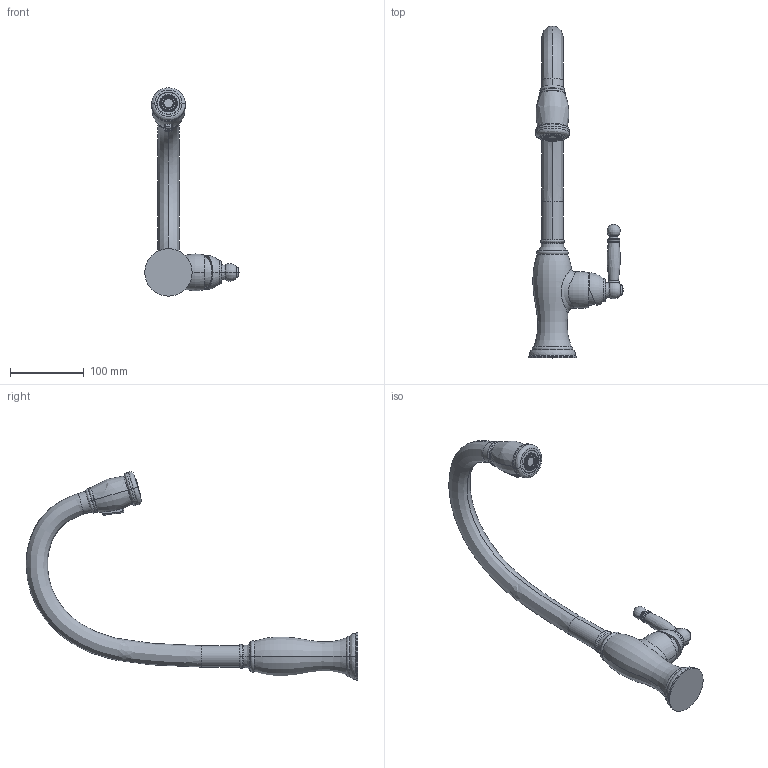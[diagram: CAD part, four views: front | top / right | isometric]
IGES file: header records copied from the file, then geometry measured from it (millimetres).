
Start section:  PTC IGES file: 2510-5103.igs
Global section: file name: 2510-5103.igs; native system: Creo Parametric by PTC Inc.; preprocessor: 2018400; author: jinson.thomas; organization: Unknown; date: 20210408.111906; units: inch
Bounding box: 127.61 x 448.41 x 281.35 mm (x, y, z)
Volume: 774116.7 mm3; surface area: 93389.6 mm2
Topology: 1 solids, 1 shells, 290 faces, 621 edges, 366 vertices
Faces by surface type: revolution 230, bspline 60
